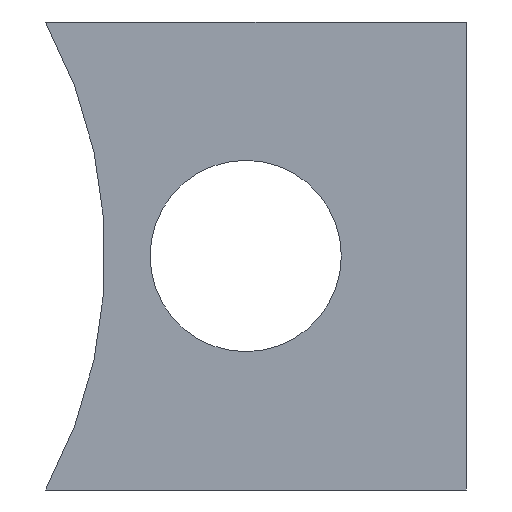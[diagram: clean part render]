
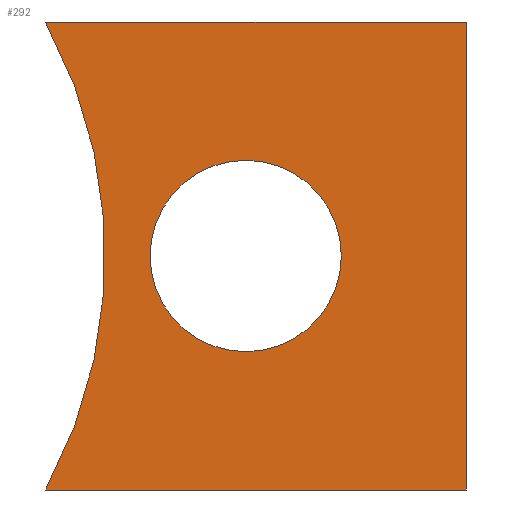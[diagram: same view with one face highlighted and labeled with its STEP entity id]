
A CAD part, front view. The second image highlights one B-rep face of the part: STEP entity #292.
In plain terms, the highlighted planar face has unit normal (0, -1, 0).
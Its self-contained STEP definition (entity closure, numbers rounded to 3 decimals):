
#28 = EDGE_CURVE ( 'NONE', #729, #93, #519, .T. ) ;
#35 = CARTESIAN_POINT ( 'NONE',  ( -21.546, -1.946, -7.95 ) ) ;
#41 = CARTESIAN_POINT ( 'NONE',  ( -6.976, -1.946, 0. ) ) ;
#45 = CARTESIAN_POINT ( 'NONE',  ( -0.176, -1.946, -7.95 ) ) ;
#55 = AXIS2_PLACEMENT_3D ( 'NONE', #45, #314, #116 ) ;
#66 = DIRECTION ( 'NONE',  ( 0., -1., 0. ) ) ;
#93 = VERTEX_POINT ( 'NONE', #41 ) ;
#115 = LINE ( 'NONE', #841, #860 ) ;
#116 = DIRECTION ( 'NONE',  ( 0., 0., -1. ) ) ;
#119 = CARTESIAN_POINT ( 'NONE',  ( -0.176, -1.946, -7.95 ) ) ;
#120 = EDGE_CURVE ( 'NONE', #590, #315, #815, .T. ) ;
#122 = ORIENTED_EDGE ( 'NONE', *, *, #28, .F. ) ;
#124 = AXIS2_PLACEMENT_3D ( 'NONE', #35, #308, #679 ) ;
#188 = DIRECTION ( 'NONE',  ( 1., 0., 0. ) ) ;
#194 = EDGE_LOOP ( 'NONE', ( #122, #585, #277, #791 ) ) ;
#277 = ORIENTED_EDGE ( 'NONE', *, *, #737, .T. ) ;
#290 = CARTESIAN_POINT ( 'NONE',  ( 7.324, -1.946, -15.9 ) ) ;
#292 = ADVANCED_FACE ( 'NONE', ( #669, #328 ), #549, .T. ) ;
#308 = DIRECTION ( 'NONE',  ( 0., -1., 0. ) ) ;
#314 = DIRECTION ( 'NONE',  ( 0., -1., 0. ) ) ;
#315 = VERTEX_POINT ( 'NONE', #363 ) ;
#325 = CARTESIAN_POINT ( 'NONE',  ( 7.324, -1.946, 0. ) ) ;
#328 = FACE_OUTER_BOUND ( 'NONE', #194, .T. ) ;
#363 = CARTESIAN_POINT ( 'NONE',  ( -0.176, -1.946, -4.7 ) ) ;
#405 = EDGE_LOOP ( 'NONE', ( #613, #775 ) ) ;
#414 = DIRECTION ( 'NONE',  ( 0., 0., 1. ) ) ;
#450 = VECTOR ( 'NONE', #188, 1000. ) ;
#458 = DIRECTION ( 'NONE',  ( 1., 0., 0. ) ) ;
#460 = VECTOR ( 'NONE', #414, 1000. ) ;
#478 = VERTEX_POINT ( 'NONE', #290 ) ;
#519 = CIRCLE ( 'NONE', #124, 16.598 ) ;
#523 = LINE ( 'NONE', #901, #460 ) ;
#525 = CARTESIAN_POINT ( 'NONE',  ( 7.324, -1.946, 0. ) ) ;
#530 = DIRECTION ( 'NONE',  ( 0., 0., -1. ) ) ;
#549 = PLANE ( 'NONE',  #609 ) ;
#585 = ORIENTED_EDGE ( 'NONE', *, *, #678, .T. ) ;
#590 = VERTEX_POINT ( 'NONE', #742 ) ;
#596 = AXIS2_PLACEMENT_3D ( 'NONE', #119, #900, #530 ) ;
#609 = AXIS2_PLACEMENT_3D ( 'NONE', #911, #66, #918 ) ;
#613 = ORIENTED_EDGE ( 'NONE', *, *, #120, .F. ) ;
#616 = VERTEX_POINT ( 'NONE', #325 ) ;
#661 = CIRCLE ( 'NONE', #55, 3.25 ) ;
#669 = FACE_BOUND ( 'NONE', #405, .T. ) ;
#678 = EDGE_CURVE ( 'NONE', #729, #478, #115, .T. ) ;
#679 = DIRECTION ( 'NONE',  ( 0., 0., 1. ) ) ;
#691 = EDGE_CURVE ( 'NONE', #93, #616, #878, .T. ) ;
#692 = CARTESIAN_POINT ( 'NONE',  ( -6.976, -1.946, -15.9 ) ) ;
#696 = EDGE_CURVE ( 'NONE', #315, #590, #661, .T. ) ;
#729 = VERTEX_POINT ( 'NONE', #692 ) ;
#737 = EDGE_CURVE ( 'NONE', #478, #616, #523, .T. ) ;
#742 = CARTESIAN_POINT ( 'NONE',  ( -0.176, -1.946, -11.2 ) ) ;
#775 = ORIENTED_EDGE ( 'NONE', *, *, #696, .F. ) ;
#791 = ORIENTED_EDGE ( 'NONE', *, *, #691, .F. ) ;
#815 = CIRCLE ( 'NONE', #596, 3.25 ) ;
#841 = CARTESIAN_POINT ( 'NONE',  ( 7.324, -1.946, -15.9 ) ) ;
#860 = VECTOR ( 'NONE', #458, 1000. ) ;
#878 = LINE ( 'NONE', #525, #450 ) ;
#900 = DIRECTION ( 'NONE',  ( 0., -1., 0. ) ) ;
#901 = CARTESIAN_POINT ( 'NONE',  ( 7.324, -1.946, -15.9 ) ) ;
#911 = CARTESIAN_POINT ( 'NONE',  ( 7.324, -1.946, -15.9 ) ) ;
#918 = DIRECTION ( 'NONE',  ( 1., 0., 0. ) ) ;
